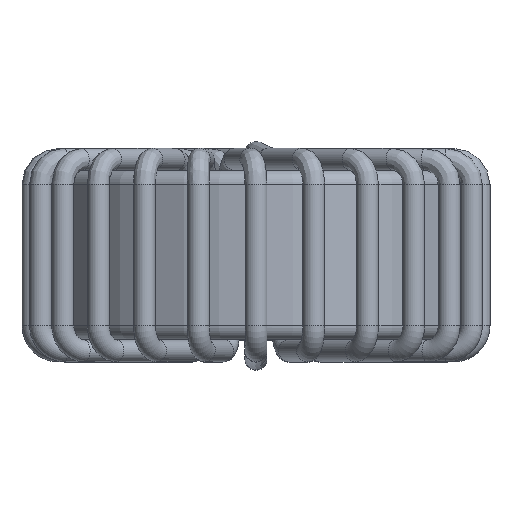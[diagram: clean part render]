
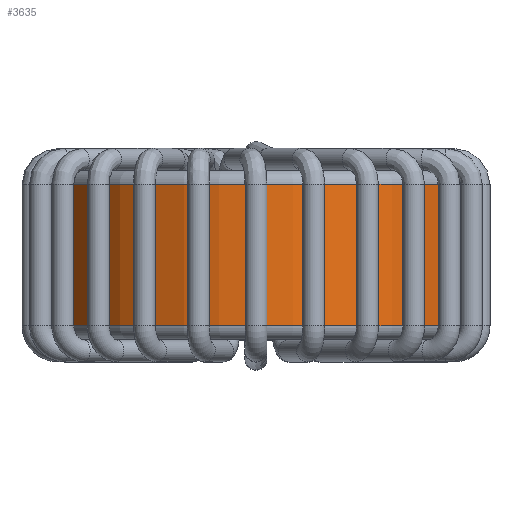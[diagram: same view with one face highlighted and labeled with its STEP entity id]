
A CAD part, top view. The second image highlights one B-rep face of the part: STEP entity #3635.
In plain terms, the highlighted cylindrical face has radius 7.7 mm (diameter 15.4 mm), a full revolution.
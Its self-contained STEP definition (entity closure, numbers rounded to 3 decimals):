
#184=CYLINDRICAL_SURFACE('',#3989,7.7);
#570=ORIENTED_EDGE('',*,*,#778,.T.);
#571=ORIENTED_EDGE('',*,*,#779,.T.);
#778=EDGE_CURVE('',#978,#978,#1176,.T.);
#779=EDGE_CURVE('',#979,#979,#1177,.T.);
#978=VERTEX_POINT('',#9935);
#979=VERTEX_POINT('',#9937);
#1176=CIRCLE('',#3990,7.7);
#1177=CIRCLE('',#3991,7.7);
#1568=EDGE_LOOP('',(#570));
#1569=EDGE_LOOP('',(#571));
#1968=FACE_BOUND('',#1568,.T.);
#1969=FACE_BOUND('',#1569,.T.);
#3635=ADVANCED_FACE('',(#1968,#1969),#184,.T.);
#3989=AXIS2_PLACEMENT_3D('',#9933,#4678,#4679);
#3990=AXIS2_PLACEMENT_3D('',#9934,#4680,#4681);
#3991=AXIS2_PLACEMENT_3D('',#9936,#4682,#4683);
#4678=DIRECTION('',(0.,-1.,0.));
#4679=DIRECTION('',(0.,0.,-1.));
#4680=DIRECTION('',(0.,1.,0.));
#4681=DIRECTION('',(0.,0.,1.));
#4682=DIRECTION('',(0.,-1.,0.));
#4683=DIRECTION('',(0.,0.,-1.));
#9933=CARTESIAN_POINT('',(0.,0.,0.));
#9934=CARTESIAN_POINT('',(0.,-2.57,0.));
#9935=CARTESIAN_POINT('',(0.,-2.57,7.7));
#9936=CARTESIAN_POINT('',(0.,2.57,0.));
#9937=CARTESIAN_POINT('',(0.,2.57,-7.7));
